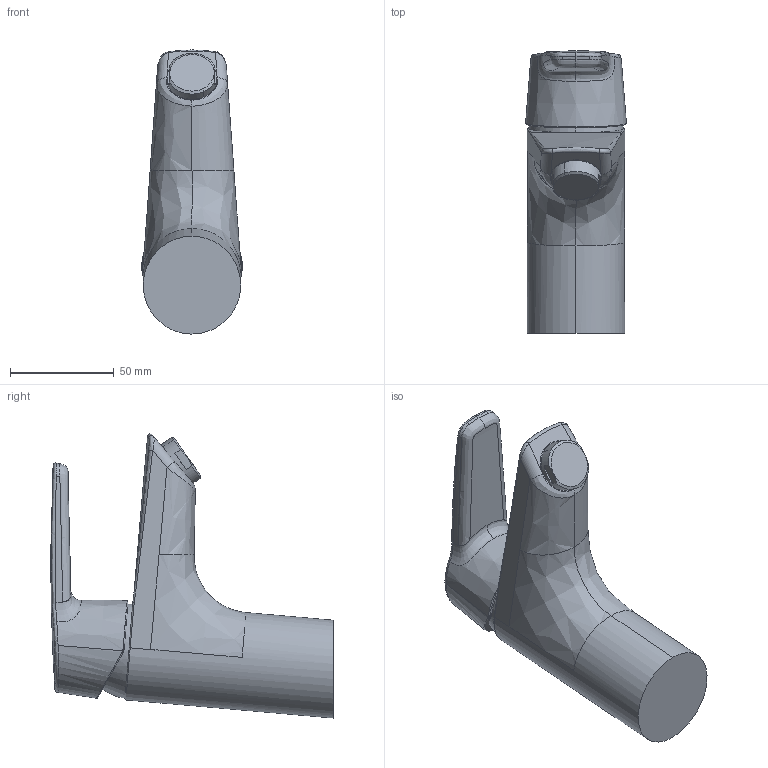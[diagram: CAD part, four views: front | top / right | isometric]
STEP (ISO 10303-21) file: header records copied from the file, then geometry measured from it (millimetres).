
FILE_DESCRIPTION (( 'STEP AP203' ), '1' );
FILE_NAME ('3910(2016)+3910F(2016)+3910K(2016)+3910F-E(2016)+51422293+5140229300676+51412293+514222930037.STEP', '2019-03-18T05:50:17', ( '' ), ( '' ), 'SwSTEP 2.0', 'SolidWorks 2016', '' );
FILE_SCHEMA (( 'CONFIG_CONTROL_DESIGN' ));
Length unit declared in the file: millimetre
Products named in the file (1): 3910(2016)+3910F(2016)+3910K(2016)+3910F-E(2016)+51422293+5140229300676+51412293+514222930037
Bounding box: 48.62 x 136.35 x 137.08 mm (x, y, z)
Volume: 324647.2 mm3; surface area: 36676 mm2
Topology: 1 solids, 1 shells, 70 faces, 200 edges, 134 vertices
Faces by surface type: bspline 47, plane 12, cylinder 8, cone 3
Entity records: 14467 total; most frequent: CARTESIAN_POINT 12983, ORIENTED_EDGE 400, EDGE_CURVE 200, DIRECTION 137, B_SPLINE_CURVE_WITH_KNOTS 137, VERTEX_POINT 134, EDGE_LOOP 72, ADVANCED_FACE 70
